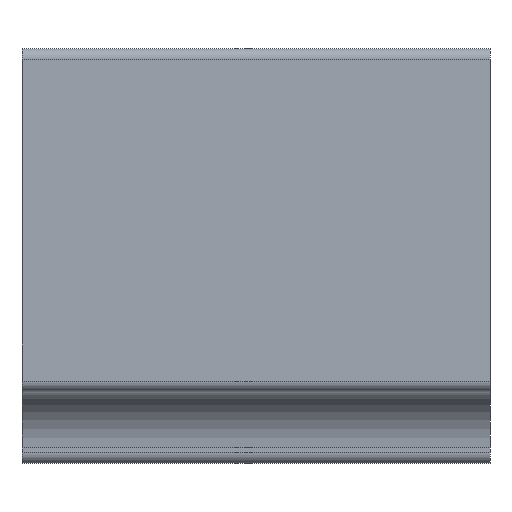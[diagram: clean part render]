
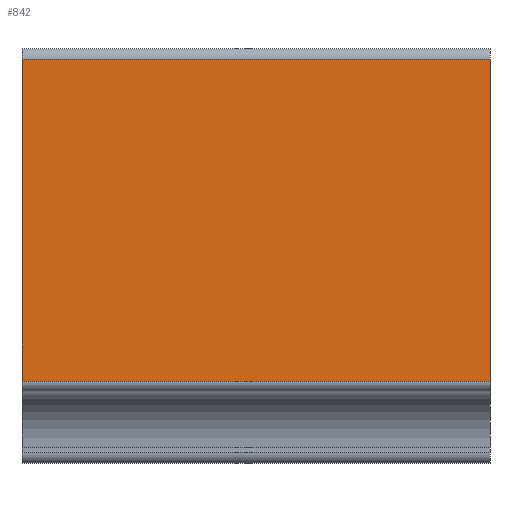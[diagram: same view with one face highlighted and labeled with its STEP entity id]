
A CAD part, front view. The second image highlights one B-rep face of the part: STEP entity #842.
In plain terms, the highlighted planar face has unit normal (0, -1, 0).
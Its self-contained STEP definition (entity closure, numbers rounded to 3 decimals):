
#389 = VERTEX_POINT('',#390);
#390 = CARTESIAN_POINT('',(-7.5,-7.25,12.96));
#397 = EDGE_CURVE('',#389,#398,#400,.T.);
#398 = VERTEX_POINT('',#399);
#399 = CARTESIAN_POINT('',(-7.5,-7.25,2.64));
#400 = LINE('',#401,#402);
#401 = CARTESIAN_POINT('',(-7.5,-7.25,13.3));
#402 = VECTOR('',#403,1.);
#403 = DIRECTION('',(0.,0.,-1.));
#797 = VERTEX_POINT('',#798);
#798 = CARTESIAN_POINT('',(7.5,-7.25,2.64));
#805 = EDGE_CURVE('',#797,#398,#806,.T.);
#806 = LINE('',#807,#808);
#807 = CARTESIAN_POINT('',(7.5,-7.25,2.64));
#808 = VECTOR('',#809,1.);
#809 = DIRECTION('',(-1.,0.,0.));
#842 = ADVANCED_FACE('',(#843),#861,.F.);
#843 = FACE_BOUND('',#844,.F.);
#844 = EDGE_LOOP('',(#845,#846,#854,#860));
#845 = ORIENTED_EDGE('',*,*,#397,.F.);
#846 = ORIENTED_EDGE('',*,*,#847,.T.);
#847 = EDGE_CURVE('',#389,#848,#850,.T.);
#848 = VERTEX_POINT('',#849);
#849 = CARTESIAN_POINT('',(7.5,-7.25,12.96));
#850 = LINE('',#851,#852);
#851 = CARTESIAN_POINT('',(-7.5,-7.25,12.96));
#852 = VECTOR('',#853,1.);
#853 = DIRECTION('',(1.,0.,0.));
#854 = ORIENTED_EDGE('',*,*,#855,.T.);
#855 = EDGE_CURVE('',#848,#797,#856,.T.);
#856 = LINE('',#857,#858);
#857 = CARTESIAN_POINT('',(7.5,-7.25,13.3));
#858 = VECTOR('',#859,1.);
#859 = DIRECTION('',(0.,0.,-1.));
#860 = ORIENTED_EDGE('',*,*,#805,.T.);
#861 = PLANE('',#862);
#862 = AXIS2_PLACEMENT_3D('',#863,#864,#865);
#863 = CARTESIAN_POINT('',(-7.5,-7.25,13.3));
#864 = DIRECTION('',(0.,1.,0.));
#865 = DIRECTION('',(0.,0.,-1.));
